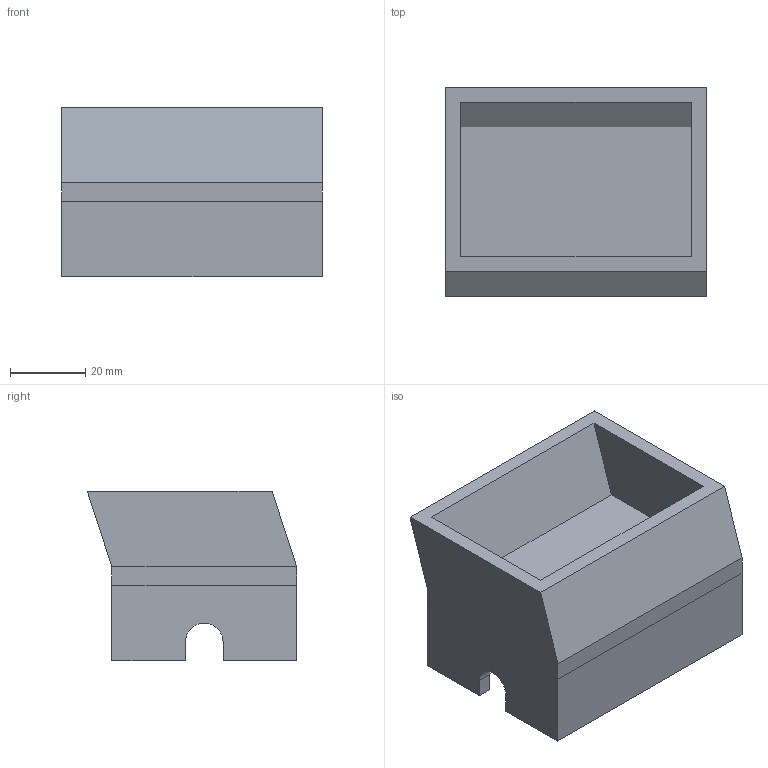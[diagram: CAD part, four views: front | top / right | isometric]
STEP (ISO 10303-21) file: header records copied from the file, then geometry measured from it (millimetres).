
FILE_DESCRIPTION(/* description */ (''),/* implementation_level */ '2;1');
FILE_NAME(/* name */ 'halterung für mitte v1.step',/* time_stamp */ '2020-04-11T11:20:57+02:00',/* author */ (''),/* organization */ (''),/* preprocessor_version */ 'ST-DEVELOPER v18',/* originating_system */ 'Autodesk Translation Framework v8.12.0.6',/* authorisation */ '');
FILE_SCHEMA (('AUTOMOTIVE_DESIGN { 1 0 10303 214 3 1 1 }'));
Length unit declared in the file: millimetre
Products named in the file (1): halterung für mitte
Bounding box: 69 x 55.5 x 45 mm (x, y, z)
Volume: 51390.9 mm3; surface area: 31138.2 mm2
Topology: 4 solids, 4 shells, 45 faces, 114 edges, 76 vertices
Faces by surface type: plane 43, cylinder 2
Entity records: 1374 total; most frequent: CARTESIAN_POINT 236, ORIENTED_EDGE 228, DIRECTION 210, EDGE_CURVE 114, LINE 110, VECTOR 110, VERTEX_POINT 76, EDGE_LOOP 50
